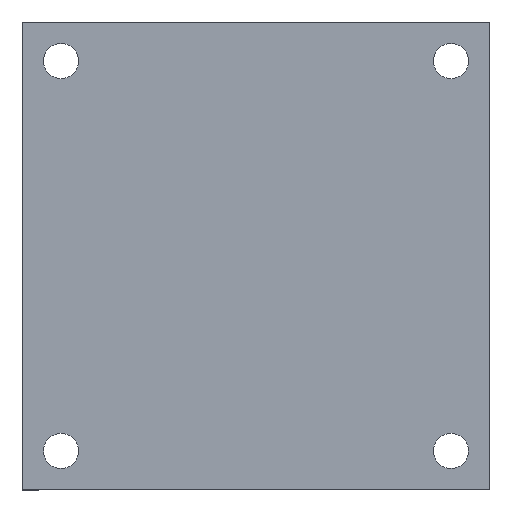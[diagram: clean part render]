
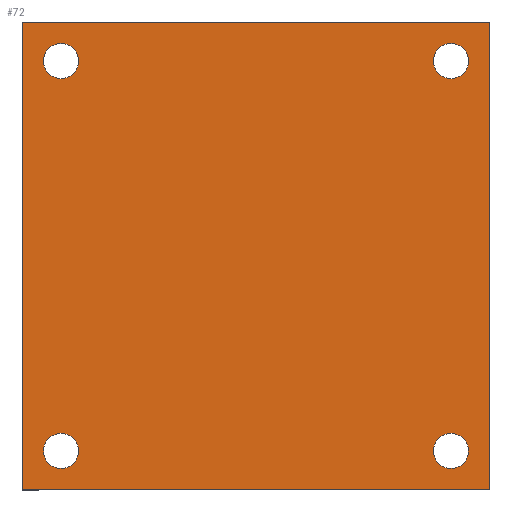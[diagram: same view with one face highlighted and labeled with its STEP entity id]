
A CAD part, top view. The second image highlights one B-rep face of the part: STEP entity #72.
In plain terms, the highlighted planar face has unit normal (0, 0, 1).
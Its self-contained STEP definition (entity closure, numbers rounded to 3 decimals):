
#46=FACE_BOUND('',#96,.T.);
#47=FACE_BOUND('',#97,.T.);
#48=FACE_BOUND('',#98,.T.);
#49=FACE_BOUND('',#99,.T.);
#50=FACE_BOUND('',#100,.T.);
#56=CIRCLE('',#210,2.25);
#58=CIRCLE('',#213,2.25);
#60=CIRCLE('',#216,2.25);
#62=CIRCLE('',#220,2.25);
#72=ADVANCED_FACE('',(#46,#47,#48,#49,#50),#78,.F.);
#78=PLANE('',#223);
#96=EDGE_LOOP('',(#130,#131,#132,#133));
#97=EDGE_LOOP('',(#134));
#98=EDGE_LOOP('',(#135));
#99=EDGE_LOOP('',(#136));
#100=EDGE_LOOP('',(#137));
#130=ORIENTED_EDGE('',*,*,#164,.T.);
#131=ORIENTED_EDGE('',*,*,#168,.T.);
#132=ORIENTED_EDGE('',*,*,#171,.T.);
#133=ORIENTED_EDGE('',*,*,#179,.T.);
#134=ORIENTED_EDGE('',*,*,#176,.T.);
#135=ORIENTED_EDGE('',*,*,#174,.F.);
#136=ORIENTED_EDGE('',*,*,#172,.F.);
#137=ORIENTED_EDGE('',*,*,#180,.T.);
#148=VERTEX_POINT('',#280);
#149=VERTEX_POINT('',#282);
#151=VERTEX_POINT('',#288);
#153=VERTEX_POINT('',#294);
#154=VERTEX_POINT('',#298);
#156=VERTEX_POINT('',#303);
#158=VERTEX_POINT('',#308);
#160=VERTEX_POINT('',#316);
#164=EDGE_CURVE('',#149,#148,#184,.T.);
#168=EDGE_CURVE('',#148,#151,#188,.T.);
#171=EDGE_CURVE('',#151,#153,#191,.T.);
#172=EDGE_CURVE('',#154,#154,#56,.T.);
#174=EDGE_CURVE('',#156,#156,#58,.T.);
#176=EDGE_CURVE('',#158,#158,#60,.T.);
#179=EDGE_CURVE('',#153,#149,#193,.T.);
#180=EDGE_CURVE('',#160,#160,#62,.T.);
#184=LINE('',#281,#196);
#188=LINE('',#289,#200);
#191=LINE('',#295,#203);
#193=LINE('',#313,#205);
#196=VECTOR('',#229,1.);
#200=VECTOR('',#235,1.);
#203=VECTOR('',#240,1.);
#205=VECTOR('',#262,1.);
#210=AXIS2_PLACEMENT_3D('',#297,#243,#244);
#213=AXIS2_PLACEMENT_3D('',#302,#249,#250);
#216=AXIS2_PLACEMENT_3D('',#307,#255,#256);
#220=AXIS2_PLACEMENT_3D('',#315,#265,#266);
#223=AXIS2_PLACEMENT_3D('',#320,#271,#272);
#229=DIRECTION('',(0.,-1.,0.));
#235=DIRECTION('',(1.,0.,0.));
#240=DIRECTION('',(0.,1.,0.));
#243=DIRECTION('',(0.,0.,1.));
#244=DIRECTION('',(1.,0.,0.));
#249=DIRECTION('',(0.,0.,1.));
#250=DIRECTION('',(-1.,0.,0.));
#255=DIRECTION('',(0.,0.,-1.));
#256=DIRECTION('',(-1.,0.,0.));
#262=DIRECTION('',(-1.,0.,0.));
#265=DIRECTION('',(0.,0.,-1.));
#266=DIRECTION('',(1.,0.,0.));
#271=DIRECTION('',(0.,0.,-1.));
#272=DIRECTION('',(-1.,0.,0.));
#280=CARTESIAN_POINT('',(-30.,-30.,1.));
#281=CARTESIAN_POINT('',(-30.,30.,1.));
#282=CARTESIAN_POINT('',(-30.,30.,1.));
#288=CARTESIAN_POINT('',(30.,-30.,1.));
#289=CARTESIAN_POINT('',(-30.,-30.,1.));
#294=CARTESIAN_POINT('',(30.,30.,1.));
#295=CARTESIAN_POINT('',(30.,-30.,1.));
#297=CARTESIAN_POINT('',(-25.,25.,1.));
#298=CARTESIAN_POINT('',(-22.75,25.,1.));
#302=CARTESIAN_POINT('',(25.,-25.,1.));
#303=CARTESIAN_POINT('',(22.75,-25.,1.));
#307=CARTESIAN_POINT('',(25.,25.,1.));
#308=CARTESIAN_POINT('',(22.75,25.,1.));
#313=CARTESIAN_POINT('',(30.,30.,1.));
#315=CARTESIAN_POINT('',(-25.,-25.,1.));
#316=CARTESIAN_POINT('',(-22.75,-25.,1.));
#320=CARTESIAN_POINT('',(25.,25.,1.));
